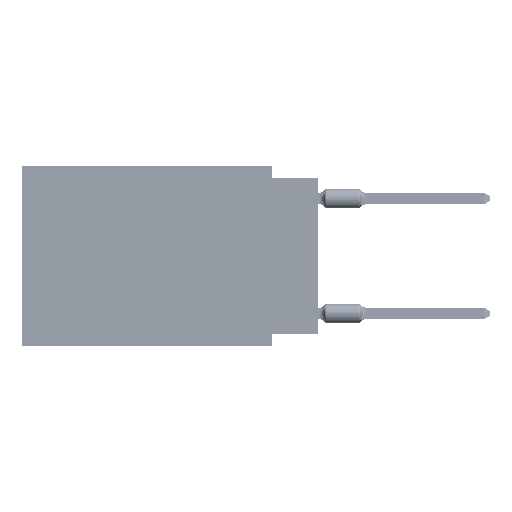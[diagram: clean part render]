
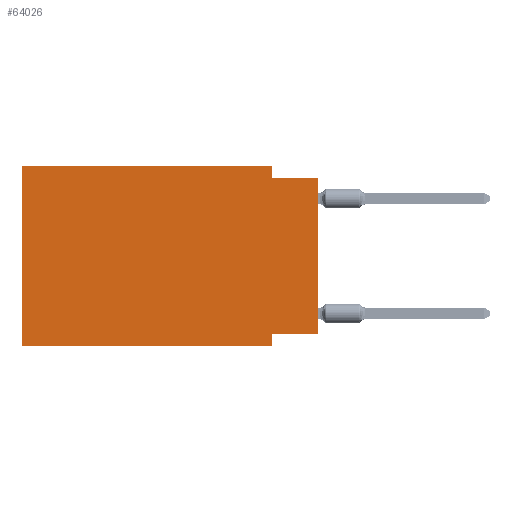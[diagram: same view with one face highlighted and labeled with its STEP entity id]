
A CAD part, left-side view. The second image highlights one B-rep face of the part: STEP entity #64026.
In plain terms, the highlighted planar face has unit normal (-1, 0, 0).
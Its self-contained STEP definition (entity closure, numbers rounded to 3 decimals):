
#1153 = VERTEX_POINT ( 'NONE', #1729 ) ;
#1729 = CARTESIAN_POINT ( 'NONE',  ( 0., 16.383, -9.906 ) ) ;
#4563 = CARTESIAN_POINT ( 'NONE',  ( 0., 2.54, -0.635 ) ) ;
#7754 = LINE ( 'NONE', #66438, #75001 ) ;
#8104 = CARTESIAN_POINT ( 'NONE',  ( 0., 0., -0.635 ) ) ;
#9145 = CARTESIAN_POINT ( 'NONE',  ( 0., 2.54, -9.906 ) ) ;
#9388 = EDGE_LOOP ( 'NONE', ( #10017, #31361, #48173, #39184, #35967, #62039, #73669, #38052 ) ) ;
#9567 = LINE ( 'NONE', #9145, #36033 ) ;
#10017 = ORIENTED_EDGE ( 'NONE', *, *, #32555, .T. ) ;
#13670 = CARTESIAN_POINT ( 'NONE',  ( 0., 0., -9.271 ) ) ;
#14909 = EDGE_CURVE ( 'NONE', #72249, #80443, #82049, .T. ) ;
#15236 = LINE ( 'NONE', #47425, #48070 ) ;
#16552 = CARTESIAN_POINT ( 'NONE',  ( 0., 2.54, -9.906 ) ) ;
#17238 = VERTEX_POINT ( 'NONE', #34999 ) ;
#17331 = CARTESIAN_POINT ( 'NONE',  ( 0., 0., -0.635 ) ) ;
#21124 = VECTOR ( 'NONE', #40203, 1000. ) ;
#22918 = VERTEX_POINT ( 'NONE', #33095 ) ;
#27113 = CARTESIAN_POINT ( 'NONE',  ( 0., 16.383, 0. ) ) ;
#31361 = ORIENTED_EDGE ( 'NONE', *, *, #14909, .F. ) ;
#32555 = EDGE_CURVE ( 'NONE', #51035, #80443, #15236, .T. ) ;
#33095 = CARTESIAN_POINT ( 'NONE',  ( 0., 2.54, -9.271 ) ) ;
#33710 = VECTOR ( 'NONE', #82602, 1000. ) ;
#34647 = VECTOR ( 'NONE', #70182, 1000. ) ;
#34999 = CARTESIAN_POINT ( 'NONE',  ( 0., 16.383, 0. ) ) ;
#35967 = ORIENTED_EDGE ( 'NONE', *, *, #49574, .F. ) ;
#36033 = VECTOR ( 'NONE', #43901, 1000. ) ;
#36780 = LINE ( 'NONE', #70608, #34647 ) ;
#37292 = EDGE_CURVE ( 'NONE', #17238, #38693, #39322, .T. ) ;
#38052 = ORIENTED_EDGE ( 'NONE', *, *, #39209, .F. ) ;
#38511 = DIRECTION ( 'NONE',  ( 1., 0., 0. ) ) ;
#38693 = VERTEX_POINT ( 'NONE', #54210 ) ;
#39184 = ORIENTED_EDGE ( 'NONE', *, *, #37292, .F. ) ;
#39209 = EDGE_CURVE ( 'NONE', #51035, #22918, #46709, .T. ) ;
#39322 = LINE ( 'NONE', #27113, #67808 ) ;
#40203 = DIRECTION ( 'NONE',  ( 0., 1., 0. ) ) ;
#43224 = AXIS2_PLACEMENT_3D ( 'NONE', #64126, #38511, #84936 ) ;
#43310 = FACE_OUTER_BOUND ( 'NONE', #9388, .T. ) ;
#43901 = DIRECTION ( 'NONE',  ( 0., 0., -1. ) ) ;
#46709 = LINE ( 'NONE', #13670, #21124 ) ;
#47425 = CARTESIAN_POINT ( 'NONE',  ( 0., 0., 0. ) ) ;
#47644 = EDGE_CURVE ( 'NONE', #22918, #71338, #9567, .T. ) ;
#48070 = VECTOR ( 'NONE', #54379, 1000. ) ;
#48173 = ORIENTED_EDGE ( 'NONE', *, *, #65967, .F. ) ;
#48810 = CARTESIAN_POINT ( 'NONE',  ( 0., 2.54, 0. ) ) ;
#49327 = CARTESIAN_POINT ( 'NONE',  ( 0., 0., -9.271 ) ) ;
#49574 = EDGE_CURVE ( 'NONE', #1153, #17238, #7754, .T. ) ;
#49949 = DIRECTION ( 'NONE',  ( 0., -1., 0. ) ) ;
#51035 = VERTEX_POINT ( 'NONE', #49327 ) ;
#54210 = CARTESIAN_POINT ( 'NONE',  ( 0., 2.54, 0. ) ) ;
#54287 = DIRECTION ( 'NONE',  ( 0., 0., 1. ) ) ;
#54379 = DIRECTION ( 'NONE',  ( 0., 0., 1. ) ) ;
#55338 = LINE ( 'NONE', #48810, #33710 ) ;
#62039 = ORIENTED_EDGE ( 'NONE', *, *, #73484, .T. ) ;
#64026 = ADVANCED_FACE ( 'NONE', ( #43310 ), #71049, .F. ) ;
#64126 = CARTESIAN_POINT ( 'NONE',  ( 0., 16.383, 0. ) ) ;
#65967 = EDGE_CURVE ( 'NONE', #38693, #72249, #55338, .T. ) ;
#66438 = CARTESIAN_POINT ( 'NONE',  ( 0., 16.383, 0. ) ) ;
#67077 = DIRECTION ( 'NONE',  ( 0., -1., 0. ) ) ;
#67808 = VECTOR ( 'NONE', #67077, 1000. ) ;
#70182 = DIRECTION ( 'NONE',  ( 0., -1., 0. ) ) ;
#70608 = CARTESIAN_POINT ( 'NONE',  ( 0., 16.383, -9.906 ) ) ;
#71049 = PLANE ( 'NONE',  #43224 ) ;
#71338 = VERTEX_POINT ( 'NONE', #16552 ) ;
#72249 = VERTEX_POINT ( 'NONE', #4563 ) ;
#73484 = EDGE_CURVE ( 'NONE', #1153, #71338, #36780, .T. ) ;
#73669 = ORIENTED_EDGE ( 'NONE', *, *, #47644, .F. ) ;
#75001 = VECTOR ( 'NONE', #54287, 1000. ) ;
#76980 = VECTOR ( 'NONE', #49949, 1000. ) ;
#80443 = VERTEX_POINT ( 'NONE', #8104 ) ;
#82049 = LINE ( 'NONE', #17331, #76980 ) ;
#82602 = DIRECTION ( 'NONE',  ( 0., 0., -1. ) ) ;
#84936 = DIRECTION ( 'NONE',  ( 0., 0., -1. ) ) ;
